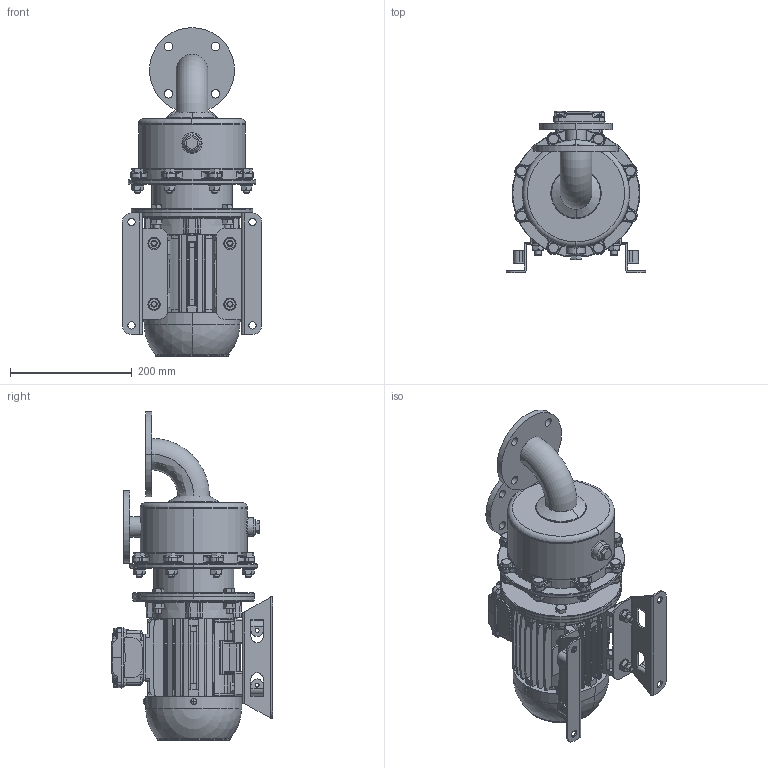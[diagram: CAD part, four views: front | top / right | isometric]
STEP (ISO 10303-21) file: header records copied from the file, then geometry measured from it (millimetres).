
FILE_DESCRIPTION (( 'STEP AP203' ), '1' );
FILE_NAME ('Ýëåêòðîíàñîñíûé àãðåãàò ÕÌñ 6,3_20Ê5-1,5_2.STEP', '2016-04-27T19:50:03', ( '' ), ( '' ), 'SwSTEP 2.0', 'SolidWorks 2015', '' );
FILE_SCHEMA (( 'CONFIG_CONTROL_DESIGN' ));
Length unit declared in the file: millimetre
Products named in the file (14): Êàñòðþëÿ 6,3_20; 扻錪犩 6,3_20; Áîëò Ì10; 婜縺蹞 6,3_20; ﾘ琺矜; 80_TOP_FF; Ãàéêà; 冓憵 6,3_20; 砐鳱鍱 6,3_20; Ôëàíåö íàïîðíûé ÕÌñ 6,3_20 (32); Ôëàíåö ÕÌñ 25-30; Ýëåêòðîíàñîñíûé àãðåãàò ÕÌñ 6,3_20Ê5-1,5_2; Ïîäâîä 6,3_20(ïðîäîëæåíèå+); 署赅 赅耱瘙腓 6,3_20
Assembly tree (59 placements, depth 2):
  Ýëåêòðîíàñîñíûé àãðåãàò ÕÌñ 6,3_20Ê5-1,5_2
    Áîëò Ì10  x16
    ﾘ琺矜  x16
    Ãàéêà  x16
    砐鳱鍱 6,3_20
    Ôëàíåö ÕÌñ 25-30
    Ïîäâîä 6,3_20(ïðîäîëæåíèå+)
    署赅 赅耱瘙腓 6,3_20
    Êàñòðþëÿ 6,3_20
    扻錪犩 6,3_20
    婜縺蹞 6,3_20
    80_TOP_FF
    冓憵 6,3_20  x2
    Ôëàíåö íàïîðíûé ÕÌñ 6,3_20 (32)
Bounding box: 229.2 x 265.5 x 541 mm (x, y, z)
Volume: 5290505.9 mm3; surface area: 852038.5 mm2
Topology: 61 solids, 62 shells, 3090 faces, 7444 edges, 4605 vertices
Faces by surface type: plane 1418, cylinder 739, cone 514, torus 262, bspline 135, sphere 22
Entity records: 80852 total; most frequent: CARTESIAN_POINT 25197, ORIENTED_EDGE 11092, DIRECTION 10991, EDGE_CURVE 5546, AXIS2_PLACEMENT_3D 3924, VERTEX_POINT 3499, LINE 3143, VECTOR 3143
